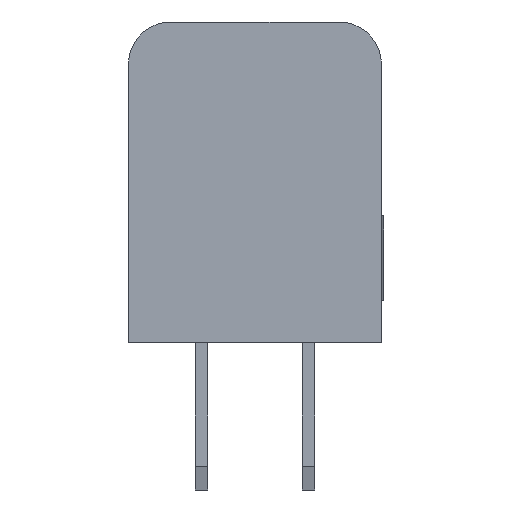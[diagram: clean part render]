
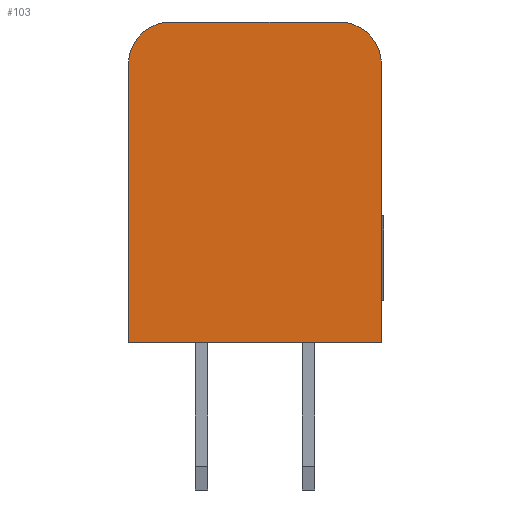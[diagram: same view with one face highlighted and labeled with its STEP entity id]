
A CAD part, left-side view. The second image highlights one B-rep face of the part: STEP entity #103.
In plain terms, the highlighted planar face has unit normal (-1, 0, 0).
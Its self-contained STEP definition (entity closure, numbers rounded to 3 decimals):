
#103=ADVANCED_FACE('',(#6685),#6687,.T.);
#6685=FACE_BOUND('',#6686,.T.);
#6686=EDGE_LOOP('',(#12040,#12041,#12042,#12043,#12044,#12045));
#6687=PLANE('',#6688);
#6688=AXIS2_PLACEMENT_3D('',#6689,#6690,#6691);
#6689=CARTESIAN_POINT('',(-3.82,0.,0.));
#6690=DIRECTION('',(-1.,0.,0.));
#6691=DIRECTION('',(0.,0.,1.));
#12040=ORIENTED_EDGE('',*,*,#15795,.F.);
#12041=ORIENTED_EDGE('',*,*,#15796,.T.);
#12042=ORIENTED_EDGE('',*,*,#15797,.T.);
#12043=ORIENTED_EDGE('',*,*,#15743,.T.);
#12044=ORIENTED_EDGE('',*,*,#15794,.F.);
#12045=ORIENTED_EDGE('',*,*,#15798,.T.);
#15743=EDGE_CURVE('',#17626,#17624,#17627,.T.);
#15794=EDGE_CURVE('',#17722,#17624,#17724,.F.);
#15795=EDGE_CURVE('',#17725,#17726,#17727,.F.);
#15796=EDGE_CURVE('',#17725,#17728,#17729,.T.);
#15797=EDGE_CURVE('',#17728,#17626,#17730,.T.);
#15798=EDGE_CURVE('',#17722,#17726,#17731,.T.);
#17624=VERTEX_POINT('',#20759);
#17626=VERTEX_POINT('',#20763);
#17627=LINE('',#20764,#20765);
#17722=VERTEX_POINT('',#20994);
#17724=CIRCLE('',#20998,1.);
#17725=VERTEX_POINT('',#21002);
#17726=VERTEX_POINT('',#21003);
#17727=CIRCLE('',#21004,1.);
#17728=VERTEX_POINT('',#21008);
#17729=LINE('',#21009,#21010);
#17730=LINE('',#21012,#21013);
#17731=LINE('',#21015,#21016);
#20759=CARTESIAN_POINT('',(-3.82,-1.73,6.6));
#20763=CARTESIAN_POINT('',(-3.82,-1.73,0.));
#20764=CARTESIAN_POINT('',(-3.82,-1.73,0.));
#20765=VECTOR('',#20766,1.);
#20766=DIRECTION('',(0.,0.,1.));
#20994=CARTESIAN_POINT('',(-3.82,-0.73,7.6));
#20998=AXIS2_PLACEMENT_3D('',#20999,#21000,#21001);
#20999=CARTESIAN_POINT('',(-3.82,-0.73,6.6));
#21000=DIRECTION('',(-1.,0.,0.));
#21001=DIRECTION('',(0.,-1.,0.));
#21002=CARTESIAN_POINT('',(-3.82,4.27,6.6));
#21003=CARTESIAN_POINT('',(-3.82,3.27,7.6));
#21004=AXIS2_PLACEMENT_3D('',#21005,#21006,#21007);
#21005=CARTESIAN_POINT('',(-3.82,3.27,6.6));
#21006=DIRECTION('',(-1.,0.,0.));
#21007=DIRECTION('',(0.,0.,1.));
#21008=CARTESIAN_POINT('',(-3.82,4.27,0.));
#21009=CARTESIAN_POINT('',(-3.82,4.27,6.6));
#21010=VECTOR('',#21011,1.);
#21011=DIRECTION('',(0.,0.,-1.));
#21012=CARTESIAN_POINT('',(-3.82,4.27,0.));
#21013=VECTOR('',#21014,1.);
#21014=DIRECTION('',(0.,-1.,0.));
#21015=CARTESIAN_POINT('',(-3.82,-0.73,7.6));
#21016=VECTOR('',#21017,1.);
#21017=DIRECTION('',(0.,1.,0.));
